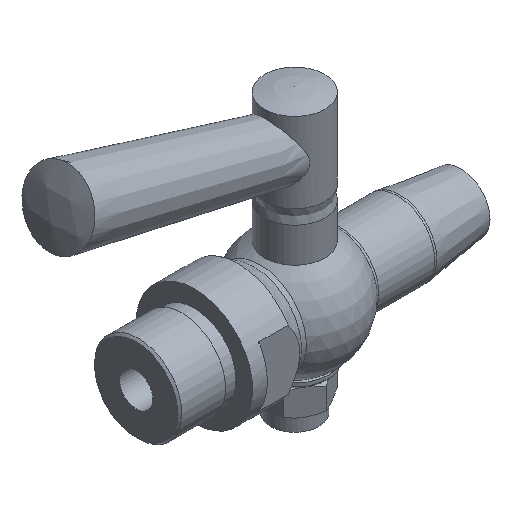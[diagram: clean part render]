
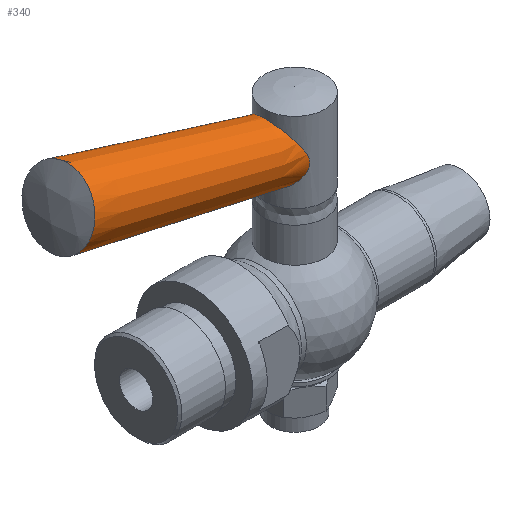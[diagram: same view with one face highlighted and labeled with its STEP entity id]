
A CAD part, isometric view. The second image highlights one B-rep face of the part: STEP entity #340.
In plain terms, the highlighted conical face has half-angle 1.949 degrees and reference radius 7.5 mm.
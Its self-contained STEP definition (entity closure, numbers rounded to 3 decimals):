
#232=CARTESIAN_POINT('',(9.716,0.0,39.605));
#233=DIRECTION('',(-0.966,0.0,0.259));
#234=DIRECTION('',(0.259,0.0,0.966));
#235=AXIS2_PLACEMENT_3D('',#232,#233,#234);
#236=CONICAL_SURFACE('',#235,7.5,1.949);
#237=CARTESIAN_POINT('',(-16.468,0.0,55.421));
#238=VERTEX_POINT('',#237);
#239=CARTESIAN_POINT('',(-18.668,0.0,47.211));
#240=DIRECTION('',(-0.966,0.0,0.259));
#241=DIRECTION('',(0.259,0.0,0.966));
#242=AXIS2_PLACEMENT_3D('',#239,#240,#241);
#243=CIRCLE('',#242,8.5);
#244=EDGE_CURVE('',#238,#238,#243,.T.);
#245=ORIENTED_EDGE('',*,*,#244,.F.);
#246=EDGE_LOOP('',(#245));
#247=FACE_OUTER_BOUND('',#246,.T.);
#248=CARTESIAN_POINT('',(35.112,-6.606,32.863));
#249=VERTEX_POINT('',#248);
#250=CARTESIAN_POINT('',(35.112,-6.606,32.863));
#251=CARTESIAN_POINT('',(35.112,-6.606,32.368));
#252=CARTESIAN_POINT('',(35.,-6.557,31.903));
#253=CARTESIAN_POINT('',(34.812,-6.461,31.471));
#254=CARTESIAN_POINT('',(34.561,-6.334,30.897));
#255=CARTESIAN_POINT('',(34.186,-6.123,30.377));
#256=CARTESIAN_POINT('',(33.794,-5.833,29.906));
#257=CARTESIAN_POINT('',(33.475,-5.597,29.522));
#258=CARTESIAN_POINT('',(33.143,-5.309,29.171));
#259=CARTESIAN_POINT('',(32.835,-4.984,28.86));
#260=CARTESIAN_POINT('',(32.65,-4.789,28.674));
#261=CARTESIAN_POINT('',(32.475,-4.583,28.503));
#262=CARTESIAN_POINT('',(32.303,-4.354,28.338));
#263=CARTESIAN_POINT('',(31.927,-3.854,27.979));
#264=CARTESIAN_POINT('',(31.584,-3.255,27.667));
#265=CARTESIAN_POINT('',(31.332,-2.599,27.44));
#266=CARTESIAN_POINT('',(31.092,-1.976,27.225));
#267=CARTESIAN_POINT('',(30.935,-1.298,27.087));
#268=CARTESIAN_POINT('',(30.877,-0.623,27.036));
#269=CARTESIAN_POINT('',(30.839,-0.187,27.003));
#270=CARTESIAN_POINT('',(30.841,0.244,27.004));
#271=CARTESIAN_POINT('',(30.882,0.681,27.04));
#272=CARTESIAN_POINT('',(30.946,1.357,27.097));
#273=CARTESIAN_POINT('',(31.109,2.034,27.24));
#274=CARTESIAN_POINT('',(31.353,2.655,27.46));
#275=CARTESIAN_POINT('',(31.611,3.309,27.691));
#276=CARTESIAN_POINT('',(31.959,3.904,28.008));
#277=CARTESIAN_POINT('',(32.336,4.398,28.37));
#278=CARTESIAN_POINT('',(32.522,4.641,28.548));
#279=CARTESIAN_POINT('',(32.711,4.859,28.734));
#280=CARTESIAN_POINT('',(32.912,5.065,28.939));
#281=CARTESIAN_POINT('',(33.3,5.462,29.334));
#282=CARTESIAN_POINT('',(33.723,5.797,29.79));
#283=CARTESIAN_POINT('',(34.102,6.048,30.294));
#284=CARTESIAN_POINT('',(34.426,6.262,30.725));
#285=CARTESIAN_POINT('',(34.718,6.417,31.192));
#286=CARTESIAN_POINT('',(34.904,6.507,31.701));
#287=CARTESIAN_POINT('',(35.022,6.566,32.027));
#288=CARTESIAN_POINT('',(35.095,6.598,32.37));
#289=CARTESIAN_POINT('',(35.109,6.604,32.729));
#290=CARTESIAN_POINT('',(35.118,6.608,32.949));
#291=CARTESIAN_POINT('',(35.104,6.602,33.171));
#292=CARTESIAN_POINT('',(35.074,6.588,33.387));
#293=CARTESIAN_POINT('',(34.996,6.553,33.937));
#294=CARTESIAN_POINT('',(34.812,6.467,34.467));
#295=CARTESIAN_POINT('',(34.586,6.342,34.985));
#296=CARTESIAN_POINT('',(34.283,6.174,35.681));
#297=CARTESIAN_POINT('',(33.902,5.931,36.357));
#298=CARTESIAN_POINT('',(33.523,5.623,36.988));
#299=CARTESIAN_POINT('',(33.311,5.45,37.34));
#300=CARTESIAN_POINT('',(33.099,5.257,37.677));
#301=CARTESIAN_POINT('',(32.895,5.048,37.993));
#302=CARTESIAN_POINT('',(32.765,4.913,38.196));
#303=CARTESIAN_POINT('',(32.639,4.773,38.388));
#304=CARTESIAN_POINT('',(32.512,4.619,38.581));
#305=CARTESIAN_POINT('',(32.124,4.151,39.167));
#306=CARTESIAN_POINT('',(31.744,3.565,39.721));
#307=CARTESIAN_POINT('',(31.449,2.887,40.145));
#308=CARTESIAN_POINT('',(31.216,2.349,40.481));
#309=CARTESIAN_POINT('',(31.036,1.752,40.737));
#310=CARTESIAN_POINT('',(30.937,1.123,40.877));
#311=CARTESIAN_POINT('',(30.872,0.709,40.969));
#312=CARTESIAN_POINT('',(30.842,0.279,41.011));
#313=CARTESIAN_POINT('',(30.851,-0.15,40.999));
#314=CARTESIAN_POINT('',(30.868,-0.936,40.975));
#315=CARTESIAN_POINT('',(31.014,-1.699,40.769));
#316=CARTESIAN_POINT('',(31.253,-2.385,40.426));
#317=CARTESIAN_POINT('',(31.498,-3.087,40.076));
#318=CARTESIAN_POINT('',(31.838,-3.709,39.586));
#319=CARTESIAN_POINT('',(32.207,-4.224,39.037));
#320=CARTESIAN_POINT('',(32.375,-4.458,38.788));
#321=CARTESIAN_POINT('',(32.549,-4.671,38.526));
#322=CARTESIAN_POINT('',(32.721,-4.861,38.263));
#323=CARTESIAN_POINT('',(32.845,-4.998,38.073));
#324=CARTESIAN_POINT('',(32.973,-5.129,37.874));
#325=CARTESIAN_POINT('',(33.103,-5.253,37.668));
#326=CARTESIAN_POINT('',(33.494,-5.625,37.049));
#327=CARTESIAN_POINT('',(33.907,-5.93,36.366));
#328=CARTESIAN_POINT('',(34.27,-6.156,35.653));
#329=CARTESIAN_POINT('',(34.532,-6.319,35.136));
#330=CARTESIAN_POINT('',(34.768,-6.441,34.606));
#331=CARTESIAN_POINT('',(34.926,-6.518,34.061));
#332=CARTESIAN_POINT('',(35.039,-6.573,33.672));
#333=CARTESIAN_POINT('',(35.112,-6.606,33.275));
#334=CARTESIAN_POINT('',(35.112,-6.606,32.863));
#335=B_SPLINE_CURVE_WITH_KNOTS('',3,(#250,#251,#252,#253,#254,#255,#256,#257,#258,#259,#260,#261,#262,#263,#264,#265,#266,#267,#268,#269,#270,#271,#272,#273,#274,#275,#276,#277,#278,#279,#280,#281,#282,#283,#284,#285,#286,#287,#288,#289,#290,#291,#292,#293,#294,#295,#296,#297,#298,#299,#300,#301,#302,#303,#304,#305,#306,#307,#308,#309,#310,#311,#312,#313,#314,#315,#316,#317,#318,#319,#320,#321,#322,#323,#324,#325,#326,#327,#328,#329,#330,#331,#332,#333,#334),.UNSPECIFIED.,.T.,.U.,(4,3,3,3,3,3,3,3,3,3,3,3,3,3,3,3,3,3,3,3,3,3,3,3,3,3,3,3,4),(0.0,0.149,0.346,0.507,0.603,0.814,1.014,1.144,1.344,1.555,1.659,1.859,2.029,2.138,2.205,2.375,2.603,2.73,2.811,3.059,3.256,3.385,3.622,3.863,3.974,4.053,4.292,4.465,4.589),.UNSPECIFIED.);
#336=EDGE_CURVE('',#249,#249,#335,.T.);
#337=ORIENTED_EDGE('',*,*,#336,.F.);
#338=EDGE_LOOP('',(#337));
#339=FACE_BOUND('',#338,.T.);
#340=ADVANCED_FACE('',(#247,#339),#236,.T.);
